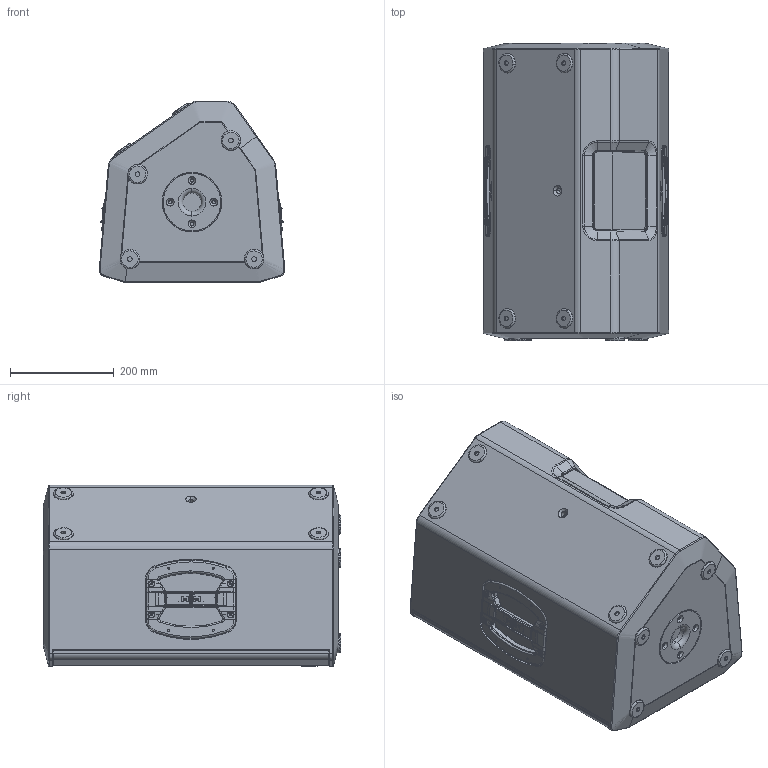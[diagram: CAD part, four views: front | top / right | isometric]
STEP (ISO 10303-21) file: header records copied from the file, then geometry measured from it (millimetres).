
FILE_DESCRIPTION (( 'STEP AP214' ), '1' );
FILE_NAME ('TNP-1201Solid Part .STEP', '2017-11-01T11:39:25', ( '' ), ( '' ), 'SwSTEP 2.0', 'SolidWorks 2017', '' );
FILE_SCHEMA (( 'AUTOMOTIVE_DESIGN' ));
Length unit declared in the file: millimetre
Products named in the file (1): TNP-1201Solid Part 
Bounding box: 358.32 x 574 x 350.75 mm (x, y, z)
Volume: 55650340.1 mm3; surface area: 1191791.3 mm2
Topology: 1 solids, 11 shells, 2633 faces, 6448 edges, 3825 vertices
Faces by surface type: cylinder 972, plane 815, bspline 486, torus 140, cone 118, sphere 102
Entity records: 123170 total; most frequent: CARTESIAN_POINT 37671, ORIENTED_EDGE 12692, DIRECTION 10993, EDGE_CURVE 6346, AXIS2_PLACEMENT_3D 4083, VERTEX_POINT 3809, VECTOR 2827, LINE 2827
